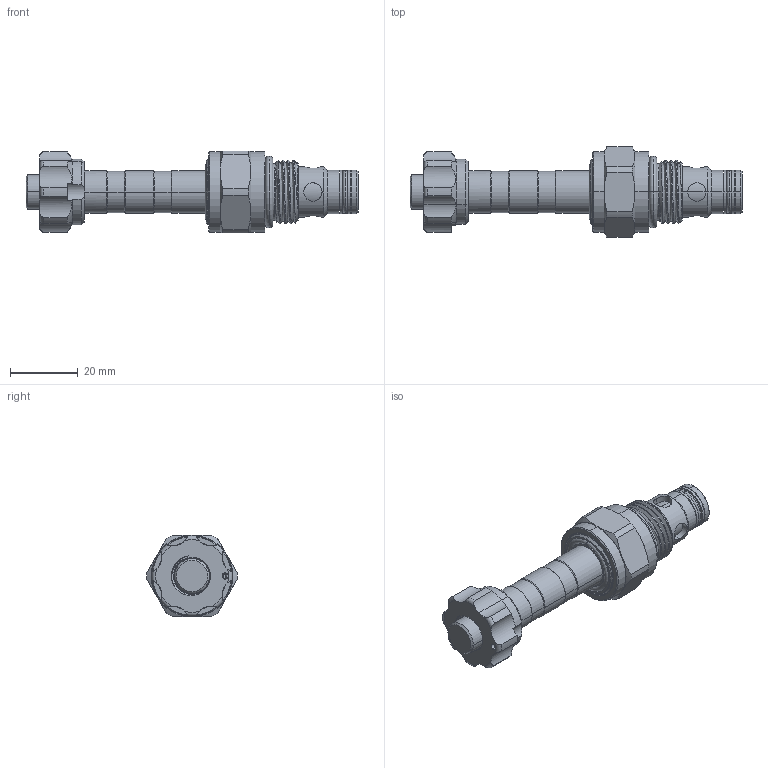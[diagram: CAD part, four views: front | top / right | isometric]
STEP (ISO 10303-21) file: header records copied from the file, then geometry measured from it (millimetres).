
FILE_DESCRIPTION (( 'STEP AP203' ), '1' );
FILE_NAME ('EP08W2A09M05.STEP', '2016-08-15T01:12:53', ( '' ), ( '' ), 'SwSTEP 2.0', 'SolidWorks 2012', '' );
FILE_SCHEMA (( 'CONFIG_CONTROL_DESIGN' ));
Length unit declared in the file: millimetre
Products named in the file (1): EP08W2A09M05
Bounding box: 97.85 x 26.69 x 24 mm (x, y, z)
Volume: 21626.2 mm3; surface area: 9472.4 mm2
Topology: 6 solids, 6 shells, 244 faces, 583 edges, 363 vertices
Faces by surface type: cylinder 120, cone 56, plane 32, torus 28, bspline 8
Entity records: 17368 total; most frequent: CARTESIAN_POINT 11806, ORIENTED_EDGE 1166, DIRECTION 1147, EDGE_CURVE 583, AXIS2_PLACEMENT_3D 492, VERTEX_POINT 363, EDGE_LOOP 268, CIRCLE 255
